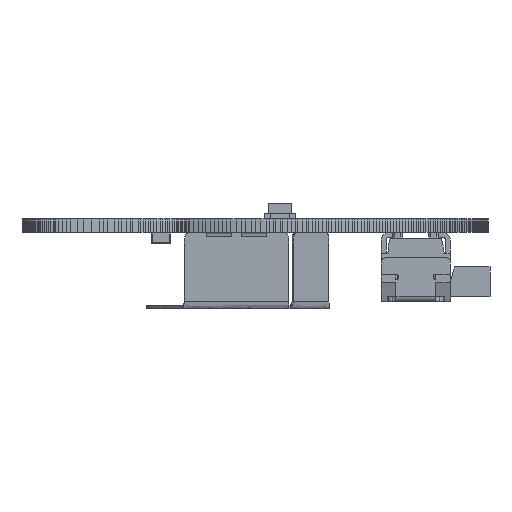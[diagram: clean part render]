
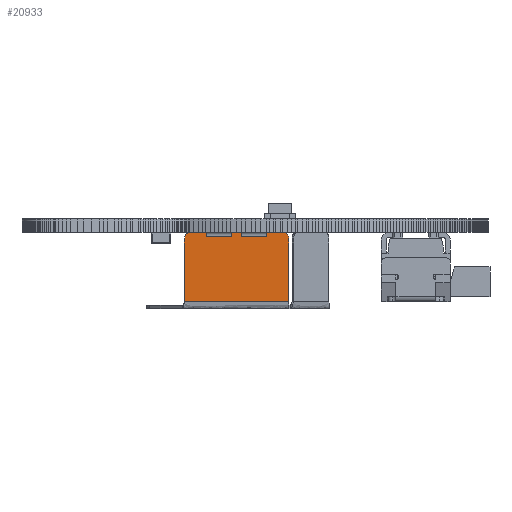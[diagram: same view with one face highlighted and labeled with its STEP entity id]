
A CAD part, left-side view. The second image highlights one B-rep face of the part: STEP entity #20933.
In plain terms, the highlighted face is planar.
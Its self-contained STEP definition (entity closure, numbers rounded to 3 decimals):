
#111=ELLIPSE('',#22157,0.36,0.184);
#113=ELLIPSE('',#22161,0.36,0.184);
#858=PLANE('',#22160);
#1805=FACE_OUTER_BOUND('',#2888,.T.);
#2888=EDGE_LOOP('',(#17479,#17480,#17481,#17482,#17483,#17484,#17485,#17486,
#17487,#17488,#17489,#17490,#17491,#17492,#17493,#17494,#17495,#17496,#17497,
#17498,#17499,#17500));
#5082=LINE('',#31969,#7741);
#5085=LINE('',#31975,#7744);
#5086=LINE('',#31977,#7745);
#5087=LINE('',#31979,#7746);
#5088=LINE('',#31981,#7747);
#5089=LINE('',#31983,#7748);
#5090=LINE('',#31985,#7749);
#5091=LINE('',#31987,#7750);
#5092=LINE('',#31989,#7751);
#5093=LINE('',#31991,#7752);
#5094=LINE('',#31993,#7753);
#5095=LINE('',#31995,#7754);
#5096=LINE('',#31997,#7755);
#5097=LINE('',#31999,#7756);
#5098=LINE('',#32001,#7757);
#5099=LINE('',#32003,#7758);
#5100=LINE('',#32005,#7759);
#5101=LINE('',#32007,#7760);
#5102=LINE('',#32011,#7761);
#5103=LINE('',#32012,#7762);
#7741=VECTOR('',#26017,0.259);
#7744=VECTOR('',#26022,6.129);
#7745=VECTOR('',#26023,12.);
#7746=VECTOR('',#26024,6.129);
#7747=VECTOR('',#26025,12.);
#7748=VECTOR('',#26026,6.129);
#7749=VECTOR('',#26027,12.);
#7750=VECTOR('',#26028,6.129);
#7751=VECTOR('',#26029,12.);
#7752=VECTOR('',#26030,6.129);
#7753=VECTOR('',#26031,12.);
#7754=VECTOR('',#26032,6.129);
#7755=VECTOR('',#26033,12.);
#7756=VECTOR('',#26034,6.129);
#7757=VECTOR('',#26035,12.);
#7758=VECTOR('',#26036,6.129);
#7759=VECTOR('',#26037,12.);
#7760=VECTOR('',#26038,6.129);
#7761=VECTOR('',#26041,12.);
#7762=VECTOR('',#26042,6.129);
#10090=VERTEX_POINT('',#31959);
#10091=VERTEX_POINT('',#31960);
#10094=VERTEX_POINT('',#31968);
#10096=VERTEX_POINT('',#31974);
#10097=VERTEX_POINT('',#31976);
#10098=VERTEX_POINT('',#31978);
#10099=VERTEX_POINT('',#31980);
#10100=VERTEX_POINT('',#31982);
#10101=VERTEX_POINT('',#31984);
#10102=VERTEX_POINT('',#31986);
#10103=VERTEX_POINT('',#31988);
#10104=VERTEX_POINT('',#31990);
#10105=VERTEX_POINT('',#31992);
#10106=VERTEX_POINT('',#31994);
#10107=VERTEX_POINT('',#31996);
#10108=VERTEX_POINT('',#31998);
#10109=VERTEX_POINT('',#32000);
#10110=VERTEX_POINT('',#32002);
#10111=VERTEX_POINT('',#32004);
#10112=VERTEX_POINT('',#32006);
#10113=VERTEX_POINT('',#32008);
#10114=VERTEX_POINT('',#32010);
#12661=EDGE_CURVE('',#10090,#10091,#111,.T.);
#12665=EDGE_CURVE('',#10094,#10091,#5082,.T.);
#12668=EDGE_CURVE('',#10090,#10096,#5085,.T.);
#12669=EDGE_CURVE('',#10096,#10097,#5086,.T.);
#12670=EDGE_CURVE('',#10097,#10098,#5087,.T.);
#12671=EDGE_CURVE('',#10098,#10099,#5088,.T.);
#12672=EDGE_CURVE('',#10099,#10100,#5089,.T.);
#12673=EDGE_CURVE('',#10100,#10101,#5090,.T.);
#12674=EDGE_CURVE('',#10101,#10102,#5091,.T.);
#12675=EDGE_CURVE('',#10102,#10103,#5092,.T.);
#12676=EDGE_CURVE('',#10103,#10104,#5093,.T.);
#12677=EDGE_CURVE('',#10104,#10105,#5094,.T.);
#12678=EDGE_CURVE('',#10105,#10106,#5095,.T.);
#12679=EDGE_CURVE('',#10106,#10107,#5096,.T.);
#12680=EDGE_CURVE('',#10107,#10108,#5097,.T.);
#12681=EDGE_CURVE('',#10108,#10109,#5098,.T.);
#12682=EDGE_CURVE('',#10109,#10110,#5099,.T.);
#12683=EDGE_CURVE('',#10110,#10111,#5100,.T.);
#12684=EDGE_CURVE('',#10111,#10112,#5101,.T.);
#12685=EDGE_CURVE('',#10113,#10112,#113,.T.);
#12686=EDGE_CURVE('',#10113,#10114,#5102,.T.);
#12687=EDGE_CURVE('',#10114,#10094,#5103,.T.);
#17479=ORIENTED_EDGE('',*,*,#12661,.F.);
#17480=ORIENTED_EDGE('',*,*,#12668,.T.);
#17481=ORIENTED_EDGE('',*,*,#12669,.T.);
#17482=ORIENTED_EDGE('',*,*,#12670,.T.);
#17483=ORIENTED_EDGE('',*,*,#12671,.T.);
#17484=ORIENTED_EDGE('',*,*,#12672,.T.);
#17485=ORIENTED_EDGE('',*,*,#12673,.T.);
#17486=ORIENTED_EDGE('',*,*,#12674,.T.);
#17487=ORIENTED_EDGE('',*,*,#12675,.T.);
#17488=ORIENTED_EDGE('',*,*,#12676,.T.);
#17489=ORIENTED_EDGE('',*,*,#12677,.T.);
#17490=ORIENTED_EDGE('',*,*,#12678,.T.);
#17491=ORIENTED_EDGE('',*,*,#12679,.T.);
#17492=ORIENTED_EDGE('',*,*,#12680,.T.);
#17493=ORIENTED_EDGE('',*,*,#12681,.T.);
#17494=ORIENTED_EDGE('',*,*,#12682,.T.);
#17495=ORIENTED_EDGE('',*,*,#12683,.T.);
#17496=ORIENTED_EDGE('',*,*,#12684,.T.);
#17497=ORIENTED_EDGE('',*,*,#12685,.F.);
#17498=ORIENTED_EDGE('',*,*,#12686,.T.);
#17499=ORIENTED_EDGE('',*,*,#12687,.T.);
#17500=ORIENTED_EDGE('',*,*,#12665,.T.);
#20933=ADVANCED_FACE('',(#1805),#858,.T.);
#22157=AXIS2_PLACEMENT_3D('',#31961,#26009,#26010);
#22160=AXIS2_PLACEMENT_3D('',#31973,#26020,#26021);
#22161=AXIS2_PLACEMENT_3D('',#32009,#26039,#26040);
#26009=DIRECTION('center_axis',(-1.,0.,0.));
#26010=DIRECTION('ref_axis',(0.,0.,
1.));
#26017=DIRECTION('',(0.,0.,-1.));
#26020=DIRECTION('center_axis',(1.,0.,0.));
#26021=DIRECTION('ref_axis',(0.,0.,
1.));
#26022=DIRECTION('',(0.,1.,0.));
#26023=DIRECTION('',(0.,0.,1.));
#26024=DIRECTION('',(0.,1.,0.));
#26025=DIRECTION('',(0.,0.,-1.));
#26026=DIRECTION('',(0.,1.,0.));
#26027=DIRECTION('',(0.,0.,1.));
#26028=DIRECTION('',(0.,1.,0.));
#26029=DIRECTION('',(0.,0.,-1.));
#26030=DIRECTION('',(0.,1.,0.));
#26031=DIRECTION('',(0.,0.,1.));
#26032=DIRECTION('',(0.,1.,0.));
#26033=DIRECTION('',(0.,0.,-1.));
#26034=DIRECTION('',(0.,1.,0.));
#26035=DIRECTION('',(0.,0.,1.));
#26036=DIRECTION('',(0.,1.,0.));
#26037=DIRECTION('',(0.,0.,-1.));
#26038=DIRECTION('',(0.,1.,0.));
#26039=DIRECTION('center_axis',(-1.,0.,0.));
#26040=DIRECTION('ref_axis',(0.,0.,
-1.));
#26041=DIRECTION('',(0.,0.,1.));
#26042=DIRECTION('',(0.,-1.,0.));
#31959=CARTESIAN_POINT('',(7.194,-2.458,0.03));
#31960=CARTESIAN_POINT('',(7.194,-2.642,0.39));
#31961=CARTESIAN_POINT('Origin',(7.194,-2.458,0.39));
#31968=CARTESIAN_POINT('',(7.194,-2.642,3.51));
#31969=CARTESIAN_POINT('',(7.194,-2.642,4.324));
#31973=CARTESIAN_POINT('Origin',(7.194,-0.002,
16.487));
#31974=CARTESIAN_POINT('',(7.194,-1.54,0.03));
#31975=CARTESIAN_POINT('',(7.194,2.634,0.03));
#31976=CARTESIAN_POINT('',(7.194,-1.54,0.222));
#31977=CARTESIAN_POINT('',(7.194,-1.54,1.104));
#31978=CARTESIAN_POINT('',(7.194,-1.534,0.222));
#31979=CARTESIAN_POINT('',(7.194,-0.76,0.222));
#31980=CARTESIAN_POINT('',(7.194,-1.534,0.21));
#31981=CARTESIAN_POINT('',(7.194,-1.534,1.008));
#31982=CARTESIAN_POINT('',(7.194,-0.243,0.21));
#31983=CARTESIAN_POINT('',(7.194,-0.114,0.21));
#31984=CARTESIAN_POINT('',(7.194,-0.243,0.222));
#31985=CARTESIAN_POINT('',(7.194,-0.243,1.104));
#31986=CARTESIAN_POINT('',(7.194,-0.237,0.222));
#31987=CARTESIAN_POINT('',(7.194,-0.111,0.222));
#31988=CARTESIAN_POINT('',(7.194,-0.237,0.03));
#31989=CARTESIAN_POINT('',(7.194,-0.237,1.008));
#31990=CARTESIAN_POINT('',(7.194,0.233,0.03));
#31991=CARTESIAN_POINT('',(7.194,2.634,0.03));
#31992=CARTESIAN_POINT('',(7.194,0.233,0.222));
#31993=CARTESIAN_POINT('',(7.194,0.233,1.008));
#31994=CARTESIAN_POINT('',(7.194,0.239,0.222));
#31995=CARTESIAN_POINT('',(7.194,0.124,0.222));
#31996=CARTESIAN_POINT('',(7.194,0.239,0.21));
#31997=CARTESIAN_POINT('',(7.194,0.239,1.104));
#31998=CARTESIAN_POINT('',(7.194,1.53,0.21));
#31999=CARTESIAN_POINT('',(7.194,0.127,0.21));
#32000=CARTESIAN_POINT('',(7.194,1.53,0.222));
#32001=CARTESIAN_POINT('',(7.194,1.53,1.008));
#32002=CARTESIAN_POINT('',(7.194,1.536,0.222));
#32003=CARTESIAN_POINT('',(7.194,0.773,0.222));
#32004=CARTESIAN_POINT('',(7.194,1.536,0.03));
#32005=CARTESIAN_POINT('',(7.194,1.536,1.104));
#32006=CARTESIAN_POINT('',(7.194,2.45,0.03));
#32007=CARTESIAN_POINT('',(7.194,2.634,0.03));
#32008=CARTESIAN_POINT('',(7.194,2.634,0.39));
#32009=CARTESIAN_POINT('Origin',(7.194,2.45,0.39));
#32010=CARTESIAN_POINT('',(7.194,2.634,3.51));
#32011=CARTESIAN_POINT('',(7.194,2.634,3.51));
#32012=CARTESIAN_POINT('',(7.194,0.026,3.51));
